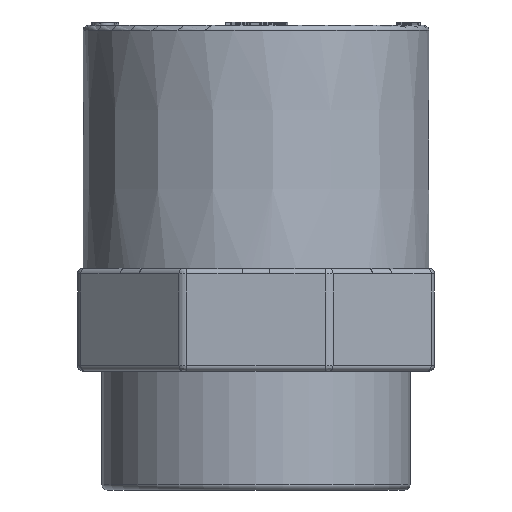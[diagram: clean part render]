
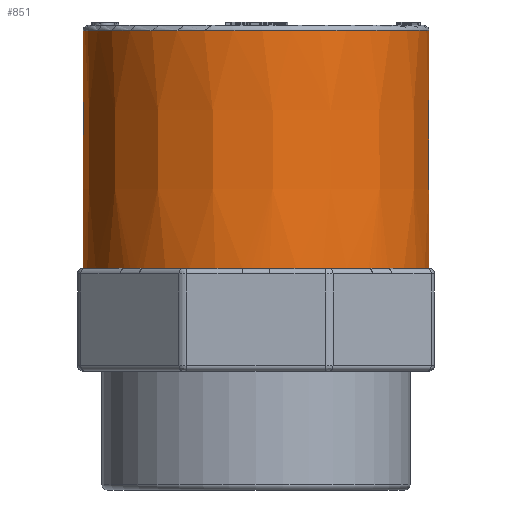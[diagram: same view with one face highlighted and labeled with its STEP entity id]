
A CAD part, front view. The second image highlights one B-rep face of the part: STEP entity #851.
In plain terms, the highlighted conical face has half-angle 0.127 degrees and reference radius 16.05 mm.
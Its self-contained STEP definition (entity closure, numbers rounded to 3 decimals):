
#119=CONICAL_SURFACE('',#13251,16.05,0.127);
#851=ADVANCED_FACE('',(#3735,#3736),#119,.T.);
#3583=CIRCLE('',#13195,16.05);
#3585=CIRCLE('',#13198,16.05);
#3587=CIRCLE('',#13201,16.05);
#3589=CIRCLE('',#13204,16.05);
#3591=CIRCLE('',#13207,16.05);
#3593=CIRCLE('',#13210,16.05);
#3595=CIRCLE('',#13213,16.05);
#3612=CIRCLE('',#13239,16.001);
#3614=CIRCLE('',#13242,16.05);
#3615=CIRCLE('',#13243,16.05);
#3616=CIRCLE('',#13244,16.05);
#3617=CIRCLE('',#13245,16.05);
#3618=CIRCLE('',#13246,16.05);
#3619=CIRCLE('',#13247,16.05);
#3620=CIRCLE('',#13248,16.05);
#3621=CIRCLE('',#13249,16.05);
#3622=CIRCLE('',#13250,16.05);
#3735=FACE_BOUND('',#3810,.T.);
#3736=FACE_BOUND('',#3811,.T.);
#3810=EDGE_LOOP('',(#5122,#5123,#5124,#5125,#5126,#5127,#5128,#5129,#5130,
#5131,#5132,#5133,#5134,#5135,#5136,#5137));
#3811=EDGE_LOOP('',(#5138));
#5122=ORIENTED_EDGE('',*,*,#10444,.F.);
#5123=ORIENTED_EDGE('',*,*,#10512,.F.);
#5124=ORIENTED_EDGE('',*,*,#10448,.F.);
#5125=ORIENTED_EDGE('',*,*,#10513,.F.);
#5126=ORIENTED_EDGE('',*,*,#10452,.F.);
#5127=ORIENTED_EDGE('',*,*,#10514,.F.);
#5128=ORIENTED_EDGE('',*,*,#10456,.F.);
#5129=ORIENTED_EDGE('',*,*,#10515,.F.);
#5130=ORIENTED_EDGE('',*,*,#10516,.F.);
#5131=ORIENTED_EDGE('',*,*,#10517,.F.);
#5132=ORIENTED_EDGE('',*,*,#10432,.F.);
#5133=ORIENTED_EDGE('',*,*,#10518,.F.);
#5134=ORIENTED_EDGE('',*,*,#10436,.F.);
#5135=ORIENTED_EDGE('',*,*,#10519,.F.);
#5136=ORIENTED_EDGE('',*,*,#10440,.F.);
#5137=ORIENTED_EDGE('',*,*,#10520,.F.);
#5138=ORIENTED_EDGE('',*,*,#10510,.T.);
#9092=VERTEX_POINT('',#19541);
#9093=VERTEX_POINT('',#19542);
#9096=VERTEX_POINT('',#19550);
#9097=VERTEX_POINT('',#19551);
#9100=VERTEX_POINT('',#19559);
#9101=VERTEX_POINT('',#19560);
#9104=VERTEX_POINT('',#19568);
#9105=VERTEX_POINT('',#19569);
#9108=VERTEX_POINT('',#19577);
#9109=VERTEX_POINT('',#19578);
#9112=VERTEX_POINT('',#19586);
#9113=VERTEX_POINT('',#19587);
#9116=VERTEX_POINT('',#19595);
#9117=VERTEX_POINT('',#19596);
#9167=VERTEX_POINT('',#21530);
#9168=VERTEX_POINT('',#21537);
#9169=VERTEX_POINT('',#21539);
#10432=EDGE_CURVE('',#9092,#9093,#3583,.T.);
#10436=EDGE_CURVE('',#9096,#9097,#3585,.T.);
#10440=EDGE_CURVE('',#9100,#9101,#3587,.T.);
#10444=EDGE_CURVE('',#9104,#9105,#3589,.T.);
#10448=EDGE_CURVE('',#9108,#9109,#3591,.T.);
#10452=EDGE_CURVE('',#9112,#9113,#3593,.T.);
#10456=EDGE_CURVE('',#9116,#9117,#3595,.T.);
#10510=EDGE_CURVE('',#9167,#9167,#3612,.T.);
#10512=EDGE_CURVE('',#9109,#9104,#3614,.T.);
#10513=EDGE_CURVE('',#9113,#9108,#3615,.T.);
#10514=EDGE_CURVE('',#9117,#9112,#3616,.T.);
#10515=EDGE_CURVE('',#9168,#9116,#3617,.T.);
#10516=EDGE_CURVE('',#9169,#9168,#3618,.T.);
#10517=EDGE_CURVE('',#9093,#9169,#3619,.T.);
#10518=EDGE_CURVE('',#9097,#9092,#3620,.T.);
#10519=EDGE_CURVE('',#9101,#9096,#3621,.T.);
#10520=EDGE_CURVE('',#9105,#9100,#3622,.T.);
#13195=AXIS2_PLACEMENT_3D('',#19540,#14033,#14034);
#13198=AXIS2_PLACEMENT_3D('',#19549,#14041,#14042);
#13201=AXIS2_PLACEMENT_3D('',#19558,#14049,#14050);
#13204=AXIS2_PLACEMENT_3D('',#19567,#14057,#14058);
#13207=AXIS2_PLACEMENT_3D('',#19576,#14065,#14066);
#13210=AXIS2_PLACEMENT_3D('',#19585,#14073,#14074);
#13213=AXIS2_PLACEMENT_3D('',#19594,#14081,#14082);
#13239=AXIS2_PLACEMENT_3D('',#21529,#14158,#14159);
#13242=AXIS2_PLACEMENT_3D('',#21533,#14164,#14165);
#13243=AXIS2_PLACEMENT_3D('',#21534,#14166,#14167);
#13244=AXIS2_PLACEMENT_3D('',#21535,#14168,#14169);
#13245=AXIS2_PLACEMENT_3D('',#21536,#14170,#14171);
#13246=AXIS2_PLACEMENT_3D('',#21538,#14172,#14173);
#13247=AXIS2_PLACEMENT_3D('',#21540,#14174,#14175);
#13248=AXIS2_PLACEMENT_3D('',#21541,#14176,#14177);
#13249=AXIS2_PLACEMENT_3D('',#21542,#14178,#14179);
#13250=AXIS2_PLACEMENT_3D('',#21543,#14180,#14181);
#13251=AXIS2_PLACEMENT_3D('',#21544,#14182,#14183);
#14033=DIRECTION('',(0.,0.,-1.));
#14034=DIRECTION('',(-1.,0.,0.));
#14041=DIRECTION('',(0.,0.,-1.));
#14042=DIRECTION('',(-1.,0.,0.));
#14049=DIRECTION('',(0.,0.,-1.));
#14050=DIRECTION('',(-1.,0.,0.));
#14057=DIRECTION('',(0.,0.,-1.));
#14058=DIRECTION('',(-1.,0.,0.));
#14065=DIRECTION('',(0.,0.,-1.));
#14066=DIRECTION('',(-1.,0.,0.));
#14073=DIRECTION('',(0.,0.,-1.));
#14074=DIRECTION('',(-1.,0.,0.));
#14081=DIRECTION('',(0.,0.,-1.));
#14082=DIRECTION('',(-1.,0.,0.));
#14158=DIRECTION('',(0.,0.,-1.));
#14159=DIRECTION('',(1.,0.,0.));
#14164=DIRECTION('',(0.,0.,-1.));
#14165=DIRECTION('',(-1.,0.,0.));
#14166=DIRECTION('',(0.,0.,-1.));
#14167=DIRECTION('',(-1.,0.,0.));
#14168=DIRECTION('',(0.,0.,-1.));
#14169=DIRECTION('',(-1.,0.,0.));
#14170=DIRECTION('',(0.,0.,-1.));
#14171=DIRECTION('',(-1.,0.,0.));
#14172=DIRECTION('',(0.,0.,-1.));
#14173=DIRECTION('',(-1.,0.,0.));
#14174=DIRECTION('',(0.,0.,-1.));
#14175=DIRECTION('',(-1.,0.,0.));
#14176=DIRECTION('',(0.,0.,-1.));
#14177=DIRECTION('',(-1.,0.,0.));
#14178=DIRECTION('',(0.,0.,-1.));
#14179=DIRECTION('',(-1.,0.,0.));
#14180=DIRECTION('',(0.,0.,-1.));
#14181=DIRECTION('',(-1.,0.,0.));
#14182=DIRECTION('',(0.,0.,-1.));
#14183=DIRECTION('',(-1.,0.,0.));
#19540=CARTESIAN_POINT('',(0.,149.5,23.004));
#19541=CARTESIAN_POINT('',(12.209,159.919,23.004));
#19542=CARTESIAN_POINT('',(16.,150.766,23.004));
#19549=CARTESIAN_POINT('',(0.,149.5,23.004));
#19550=CARTESIAN_POINT('',(1.266,165.5,23.004));
#19551=CARTESIAN_POINT('',(10.419,161.709,23.004));
#19558=CARTESIAN_POINT('',(0.,149.5,23.004));
#19559=CARTESIAN_POINT('',(-10.419,161.709,23.004));
#19560=CARTESIAN_POINT('',(-1.266,165.5,23.004));
#19567=CARTESIAN_POINT('',(0.,149.5,23.004));
#19568=CARTESIAN_POINT('',(-16.,150.766,23.004));
#19569=CARTESIAN_POINT('',(-12.209,159.919,23.004));
#19576=CARTESIAN_POINT('',(0.,149.5,23.004));
#19577=CARTESIAN_POINT('',(-12.209,139.081,23.004));
#19578=CARTESIAN_POINT('',(-16.,148.234,23.004));
#19585=CARTESIAN_POINT('',(0.,149.5,23.004));
#19586=CARTESIAN_POINT('',(-1.266,133.5,23.004));
#19587=CARTESIAN_POINT('',(-10.419,137.291,23.004));
#19594=CARTESIAN_POINT('',(0.,149.5,23.004));
#19595=CARTESIAN_POINT('',(10.419,137.291,23.004));
#19596=CARTESIAN_POINT('',(1.266,133.5,23.004));
#21529=CARTESIAN_POINT('',(0.,149.5,45.005));
#21530=CARTESIAN_POINT('',(16.001,149.5,45.005));
#21533=CARTESIAN_POINT('',(0.,149.5,23.004));
#21534=CARTESIAN_POINT('',(0.,149.5,23.004));
#21535=CARTESIAN_POINT('',(0.,149.5,23.004));
#21536=CARTESIAN_POINT('',(0.,149.5,23.004));
#21537=CARTESIAN_POINT('',(12.209,139.081,23.004));
#21538=CARTESIAN_POINT('',(0.,149.5,23.004));
#21539=CARTESIAN_POINT('',(16.,148.234,23.004));
#21540=CARTESIAN_POINT('',(0.,149.5,23.004));
#21541=CARTESIAN_POINT('',(0.,149.5,23.004));
#21542=CARTESIAN_POINT('',(0.,149.5,23.004));
#21543=CARTESIAN_POINT('',(0.,149.5,23.004));
#21544=CARTESIAN_POINT('',(0.,149.5,23.004));
